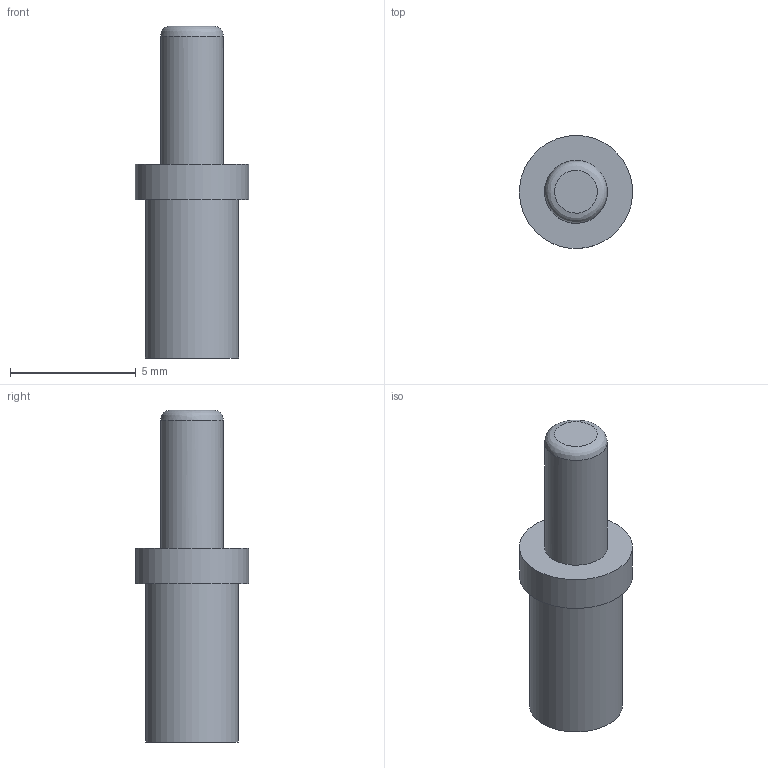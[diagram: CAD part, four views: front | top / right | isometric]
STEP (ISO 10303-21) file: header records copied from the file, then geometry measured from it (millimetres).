
FILE_DESCRIPTION(( 'HARTING HARTING HARTING HARTING HARTING HARTING HARTING HARTING HARTING', 'This Document is valid for Parts No. 11 05 000 6107'),'2;1');
FILE_NAME('MD_11050006107_RA.stp', '2010-05-03T11:50:10',('ITIS-4b'),('HARTING KGaA, D-32339 Espelkamp'), 'I-DEAS Master Series 10','HP-UNIX','Yes');
FILE_SCHEMA(('AUTOMOTIVE_DESIGN { 1 0 10303 214 1 1 1 1 }'));
Length unit declared in the file: millimetre
Products named in the file (1): MD 11 05 000 6107
Bounding box: 4.5 x 4.5 x 13.2 mm (x, y, z)
Volume: 85.9 mm3; surface area: 216.8 mm2
Topology: 1 solids, 1 shells, 10 faces, 14 edges, 9 vertices
Faces by surface type: bspline 10
Entity records: 319 total; most frequent: CARTESIAN_POINT 181, ORIENTED_EDGE 28, EDGE_CURVE 14, EDGE_LOOP 13, FACE_OUTER_BOUND 10, ADVANCED_FACE 10, VERTEX_POINT 9, QUASI_UNIFORM_SURFACE 5
